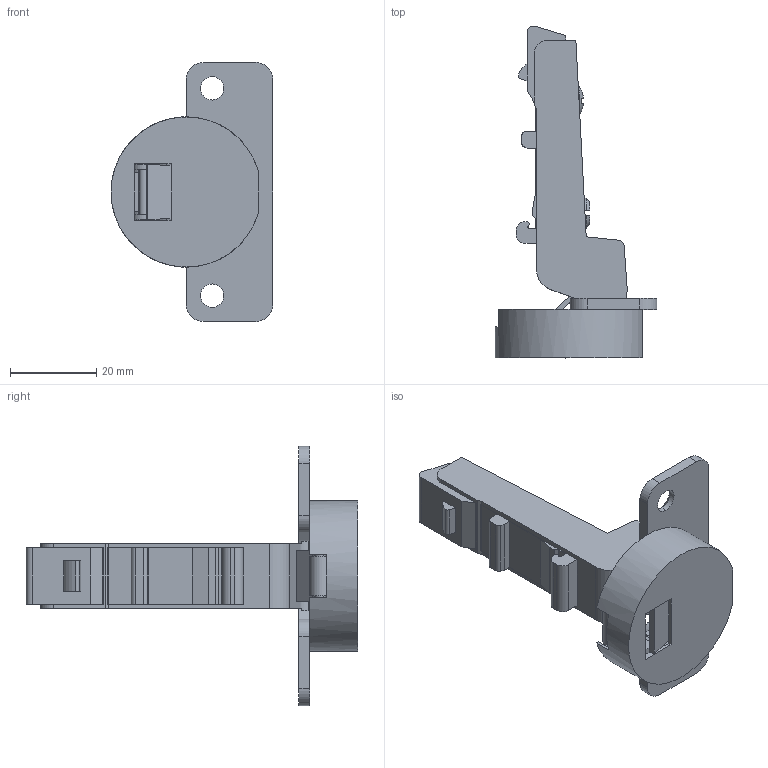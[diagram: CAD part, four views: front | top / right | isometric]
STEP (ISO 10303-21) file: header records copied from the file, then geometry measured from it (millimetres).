
FILE_DESCRIPTION((''),'2;1');
FILE_NAME('248-0533-IMS','2022-12-07T13:09:25',('marino.prodan'),('Audax d.o.o.'),'CREO PARAMETRIC BY PTC INC, 2021304','CREO PARAMETRIC BY PTC INC, 2021304','');
FILE_SCHEMA(('AUTOMOTIVE_DESIGN { 1 0 10303 214 1 1 1 1 }'));
Length unit declared in the file: millimetre
Products named in the file (1): 248-0533-IMS
Bounding box: 37.5 x 76.83 x 60 mm (x, y, z)
Volume: 21210.4 mm3; surface area: 11876.1 mm2
Topology: 1 solids, 1 shells, 228 faces, 680 edges, 462 vertices
Faces by surface type: plane 150, cylinder 58, cone 16, torus 2, sphere 2
Entity records: 10302 total; most frequent: CARTESIAN_POINT 1562, ORIENTED_EDGE 1360, DIRECTION 1310, PRESENTATION_STYLE_ASSIGNMENT 681, STYLED_ITEM 681, CURVE_STYLE 680, EDGE_CURVE 680, VERTEX_POINT 462
